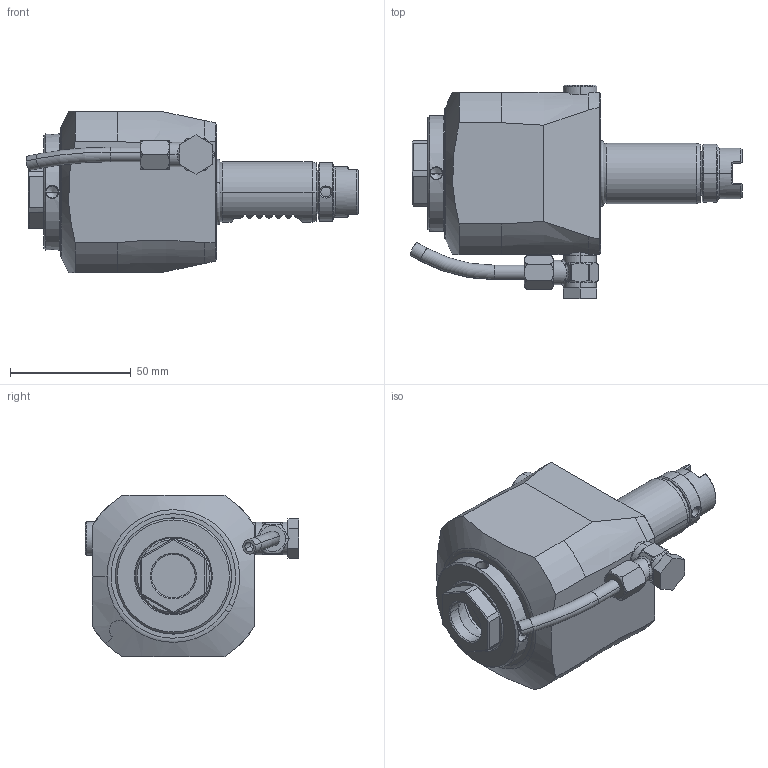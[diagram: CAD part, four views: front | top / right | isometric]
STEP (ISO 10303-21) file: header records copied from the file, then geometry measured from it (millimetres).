
FILE_DESCRIPTION((''),'2;1');
FILE_NAME('NGT1_25_165_25_1HD','2024-12-20T',('vali'),('NOVA GRUP'),'PRO/ENGINEER BY PARAMETRIC TECHNOLOGY CORPORATION, 2010280','PRO/ENGINEER BY PARAMETRIC TECHNOLOGY CORPORATION, 2010280','');
FILE_SCHEMA(('CONFIG_CONTROL_DESIGN'));
Length unit declared in the file: millimetre
Products named in the file (1): NGT1_25_165_25_1HD
Bounding box: 137.33 x 88.4 x 67 mm (x, y, z)
Volume: 302580 mm3; surface area: 35604.1 mm2
Topology: 1 solids, 2 shells, 361 faces, 881 edges, 539 vertices
Faces by surface type: plane 126, cylinder 103, cone 54, torus 44, bspline 34
Entity records: 15336 total; most frequent: CARTESIAN_POINT 7213, ORIENTED_EDGE 1746, DIRECTION 1602, EDGE_CURVE 873, AXIS2_PLACEMENT_3D 640, VERTEX_POINT 539, EDGE_LOOP 390, FACE_OUTER_BOUND 361
